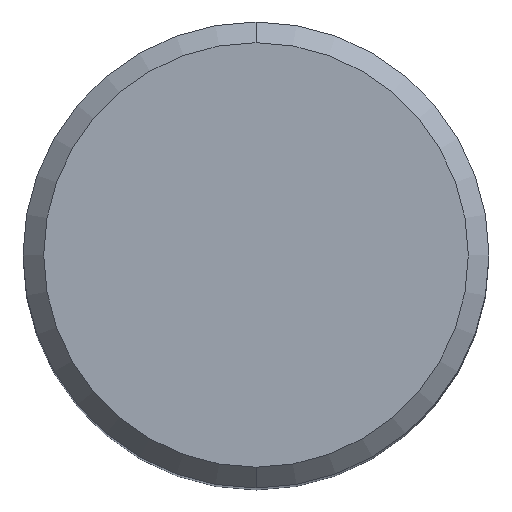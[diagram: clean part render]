
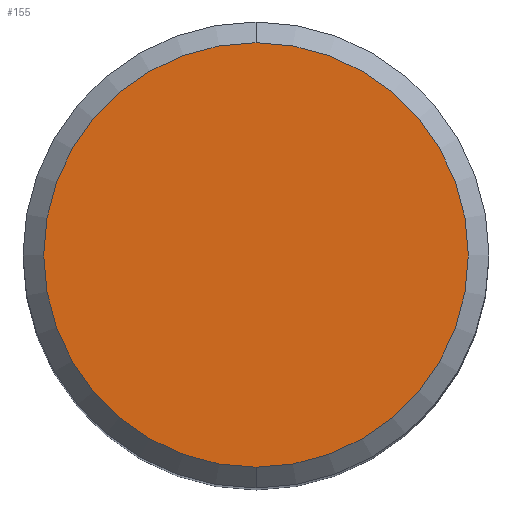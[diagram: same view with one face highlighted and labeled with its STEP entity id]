
A CAD part, top view. The second image highlights one B-rep face of the part: STEP entity #155.
In plain terms, the highlighted planar face has unit normal (0, 0, 1).
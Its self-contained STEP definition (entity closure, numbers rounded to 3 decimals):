
#155=ADVANCED_FACE('',(#315),#316,.T.);
#157=EDGE_CURVE('',#223,#199,#318,.T.);
#199=VERTEX_POINT('',#363);
#207=EDGE_CURVE('',#199,#223,#372,.T.);
#223=VERTEX_POINT('',#390);
#315=FACE_OUTER_BOUND('',#490,.T.);
#316=PLANE('',#491);
#318=CIRCLE('',#494,8.2);
#363=CARTESIAN_POINT('',(0.,-8.2,0.));
#372=CIRCLE('',#565,8.2);
#390=CARTESIAN_POINT('',(0.0,8.2,0.));
#490=EDGE_LOOP('',(#697,#698));
#491=AXIS2_PLACEMENT_3D('',#699,#700,#701);
#494=AXIS2_PLACEMENT_3D('',#702,#703,#704);
#565=AXIS2_PLACEMENT_3D('',#758,#759,#760);
#697=ORIENTED_EDGE('',*,*,#157,.F.);
#698=ORIENTED_EDGE('',*,*,#207,.F.);
#699=CARTESIAN_POINT('',(0.0,4.1,0.));
#700=DIRECTION('',(-0.0,0.0,1.0));
#701=DIRECTION('',(0.0,-1.0,0.0));
#702=CARTESIAN_POINT('',(0.0,0.0,0.));
#703=DIRECTION('',(0.0,0.0,-1.0));
#704=DIRECTION('',(0.0,1.0,0.0));
#758=CARTESIAN_POINT('',(0.0,0.0,0.));
#759=DIRECTION('',(0.0,0.0,-1.0));
#760=DIRECTION('',(0.0,1.0,0.0));
